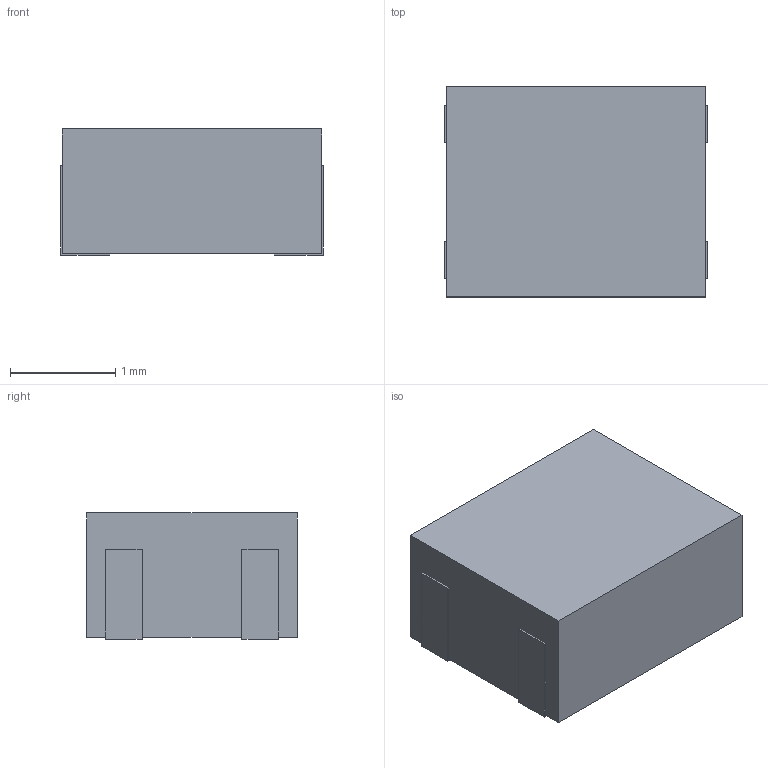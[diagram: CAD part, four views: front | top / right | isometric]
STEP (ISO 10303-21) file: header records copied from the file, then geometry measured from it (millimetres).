
FILE_DESCRIPTION (( 'STEP AP203' ), '1' );
FILE_NAME ('Assem2.STEP', '2018-07-05T01:24:20', ( '' ), ( '' ), 'SwSTEP 2.0', 'SolidWorks 2018', '' );
FILE_SCHEMA (( 'CONFIG_CONTROL_DESIGN' ));
Length unit declared in the file: millimetre
Products named in the file (3): ACM2520-T002 電極ブロック(typ size); ACM2520-T002 DR僐傾僽儘僢僋(typ size); Assem2
Assembly tree (5 placements, depth 2):
  Assem2
    ACM2520-T002 DR僐傾僽儘僢僋(typ size)
    ACM2520-T002 電極ブロック(typ size)  x4
Bounding box: 2.5 x 2 x 1.2 mm (x, y, z)
Volume: 5.9 mm3; surface area: 25.6 mm2
Topology: 5 solids, 5 shells, 46 faces, 108 edges, 72 vertices
Faces by surface type: plane 46
Entity records: 841 total; most frequent: DIRECTION 84, CARTESIAN_POINT 84, ORIENTED_EDGE 72, LINE 36, EDGE_CURVE 36, VECTOR 36, PERSON_AND_ORGANIZATION 29, DATE_AND_TIME 25
